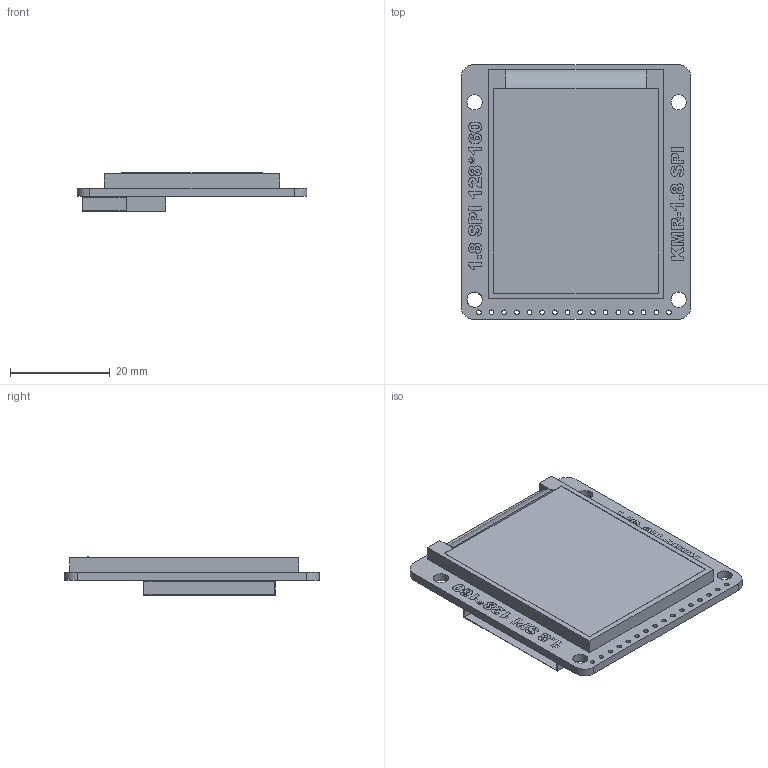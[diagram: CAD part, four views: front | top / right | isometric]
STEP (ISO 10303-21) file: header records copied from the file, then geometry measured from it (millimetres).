
FILE_DESCRIPTION(/* description */ ('Unknown'),/* implementation_level */ '2;1');
FILE_NAME(/* name */ '1.8 LCD - KMR-1.8 SPI',/* time_stamp */ '2018-10-29T14:06:16-04:00',/* author */ ('Unknown'),/* organization */ ('Unknown'),/* preprocessor_version */ 'ST-DEVELOPER v16.7',/* originating_system */ 'DEX',/* authorisation */ $);
FILE_SCHEMA (('AUTOMOTIVE_DESIGN {1 0 10303 214 3 1 1}'));
Length unit declared in the file: millimetre
Products named in the file (1): 1.8 LCD - KMR-1.8 SPI
Bounding box: 46.05 x 51.05 x 7.79 mm (x, y, z)
Volume: 8879.1 mm3; surface area: 6456 mm2
Topology: 1 solids, 21 shells, 781 faces, 1948 edges, 1303 vertices
Faces by surface type: plane 609, bspline 147, cylinder 25
Full cylindrical faces by diameter (mm): 0.914 x16, 3.048 x4
Entity records: 36808 total; most frequent: CARTESIAN_POINT 15553, ORIENTED_EDGE 3778, DIRECTION 2036, EDGE_CURVE 1889, VERTEX_POINT 1283, B_SPLINE_CURVE_WITH_KNOTS 1176, EDGE_LOOP 966, FACE_BOUND 966
